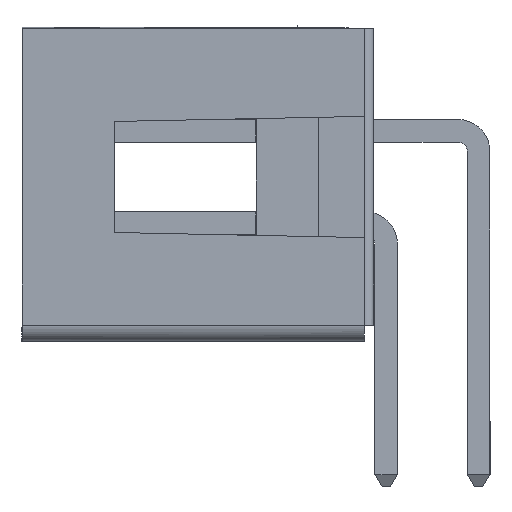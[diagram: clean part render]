
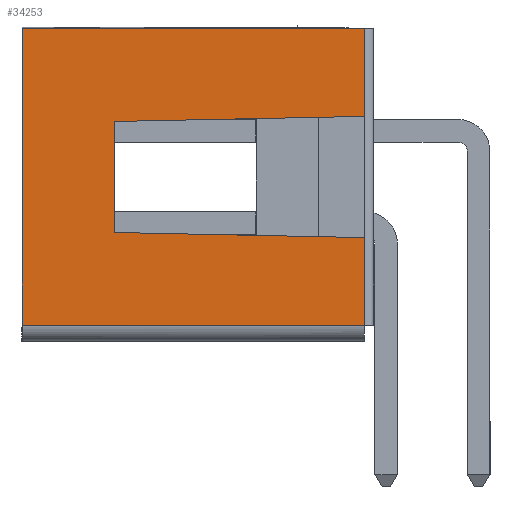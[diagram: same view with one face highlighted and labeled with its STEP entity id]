
A CAD part, left-side view. The second image highlights one B-rep face of the part: STEP entity #34253.
In plain terms, the highlighted planar face has unit normal (-1, 0, 0).
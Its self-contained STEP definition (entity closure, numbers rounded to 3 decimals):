
#32363=CARTESIAN_POINT('',(-35.408,8.733,6.045));
#32364=VERTEX_POINT('',#32363);
#32374=CARTESIAN_POINT('',(-35.408,8.733,2.997));
#32375=VERTEX_POINT('',#32374);
#32376=CARTESIAN_POINT('',(-35.408,8.733,2.997));
#32377=CARTESIAN_POINT('',(-35.408,8.733,4.013));
#32378=CARTESIAN_POINT('',(-35.408,8.733,5.029));
#32379=CARTESIAN_POINT('',(-35.408,8.733,6.045));
#32380=QUASI_UNIFORM_CURVE('',3,(#32376,#32377,#32378,#32379),.UNSPECIFIED.,.F.,.U.);
#32381=EDGE_CURVE('',#32375,#32364,#32380,.T.);
#32786=CARTESIAN_POINT('',(-35.408,11.273,0.457));
#32787=VERTEX_POINT('',#32786);
#32788=CARTESIAN_POINT('',(-35.408,1.875,0.457));
#32789=VERTEX_POINT('',#32788);
#32790=CARTESIAN_POINT('',(-35.408,11.273,0.457));
#32791=CARTESIAN_POINT('',(-35.408,8.141,0.457));
#32792=CARTESIAN_POINT('',(-35.408,5.008,0.457));
#32793=CARTESIAN_POINT('',(-35.408,1.875,0.457));
#32794=QUASI_UNIFORM_CURVE('',3,(#32790,#32791,#32792,#32793),.UNSPECIFIED.,.F.,.U.);
#32795=EDGE_CURVE('',#32787,#32789,#32794,.T.);
#34165=CARTESIAN_POINT('',(-35.408,1.875,8.585));
#34166=VERTEX_POINT('',#34165);
#34174=CARTESIAN_POINT('',(-35.408,1.875,6.185));
#34175=VERTEX_POINT('',#34174);
#34176=CARTESIAN_POINT('',(-35.408,1.875,6.185));
#34177=CARTESIAN_POINT('',(-35.408,1.875,6.985));
#34178=CARTESIAN_POINT('',(-35.408,1.875,7.785));
#34179=CARTESIAN_POINT('',(-35.408,1.875,8.585));
#34180=QUASI_UNIFORM_CURVE('',3,(#34176,#34177,#34178,#34179),.UNSPECIFIED.,.F.,.U.);
#34181=EDGE_CURVE('',#34175,#34166,#34180,.T.);
#34191=CARTESIAN_POINT('',(-35.408,1.875,2.857));
#34192=VERTEX_POINT('',#34191);
#34200=CARTESIAN_POINT('',(-35.408,1.875,0.457));
#34201=CARTESIAN_POINT('',(-35.408,1.875,1.257));
#34202=CARTESIAN_POINT('',(-35.408,1.875,2.057));
#34203=CARTESIAN_POINT('',(-35.408,1.875,2.857));
#34204=QUASI_UNIFORM_CURVE('',3,(#34200,#34201,#34202,#34203),.UNSPECIFIED.,.F.,.U.);
#34205=EDGE_CURVE('',#32789,#34192,#34204,.T.);
#34212=CARTESIAN_POINT('',(-35.408,11.743,0.051));
#34213=DIRECTION('',(-1.0,0.0,0.0));
#34214=DIRECTION('',(0.0,-1.0,0.0));
#34215=AXIS2_PLACEMENT_3D('',#34212,#34213,#34214);
#34216=PLANE('',#34215);
#34217=CARTESIAN_POINT('',(-35.408,11.273,8.585));
#34218=VERTEX_POINT('',#34217);
#34219=CARTESIAN_POINT('',(-35.408,1.875,8.585));
#34220=CARTESIAN_POINT('',(-35.408,5.008,8.585));
#34221=CARTESIAN_POINT('',(-35.408,8.141,8.585));
#34222=CARTESIAN_POINT('',(-35.408,11.273,8.585));
#34223=QUASI_UNIFORM_CURVE('',3,(#34219,#34220,#34221,#34222),.UNSPECIFIED.,.F.,.U.);
#34224=EDGE_CURVE('',#34166,#34218,#34223,.T.);
#34225=ORIENTED_EDGE('',*,*,#34224,.T.);
#34226=CARTESIAN_POINT('',(-35.408,11.273,0.457));
#34227=CARTESIAN_POINT('',(-35.408,11.273,3.167));
#34228=CARTESIAN_POINT('',(-35.408,11.273,5.876));
#34229=CARTESIAN_POINT('',(-35.408,11.273,8.585));
#34230=QUASI_UNIFORM_CURVE('',3,(#34226,#34227,#34228,#34229),.UNSPECIFIED.,.F.,.U.);
#34231=EDGE_CURVE('',#32787,#34218,#34230,.T.);
#34232=ORIENTED_EDGE('',*,*,#34231,.F.);
#34233=ORIENTED_EDGE('',*,*,#32795,.T.);
#34234=ORIENTED_EDGE('',*,*,#34205,.T.);
#34235=CARTESIAN_POINT('',(-35.408,8.733,2.997));
#34236=CARTESIAN_POINT('',(-35.408,6.447,2.951));
#34237=CARTESIAN_POINT('',(-35.408,4.161,2.904));
#34238=CARTESIAN_POINT('',(-35.408,1.875,2.857));
#34239=QUASI_UNIFORM_CURVE('',3,(#34235,#34236,#34237,#34238),.UNSPECIFIED.,.F.,.U.);
#34240=EDGE_CURVE('',#32375,#34192,#34239,.T.);
#34241=ORIENTED_EDGE('',*,*,#34240,.F.);
#34242=ORIENTED_EDGE('',*,*,#32381,.T.);
#34243=CARTESIAN_POINT('',(-35.408,1.875,6.185));
#34244=CARTESIAN_POINT('',(-35.408,4.161,6.138));
#34245=CARTESIAN_POINT('',(-35.408,6.447,6.092));
#34246=CARTESIAN_POINT('',(-35.408,8.733,6.045));
#34247=QUASI_UNIFORM_CURVE('',3,(#34243,#34244,#34245,#34246),.UNSPECIFIED.,.F.,.U.);
#34248=EDGE_CURVE('',#34175,#32364,#34247,.T.);
#34249=ORIENTED_EDGE('',*,*,#34248,.F.);
#34250=ORIENTED_EDGE('',*,*,#34181,.T.);
#34251=EDGE_LOOP('',(#34225,#34232,#34233,#34234,#34241,#34242,#34249,#34250));
#34252=FACE_OUTER_BOUND('',#34251,.T.);
#34253=ADVANCED_FACE('',(#34252),#34216,.T.);
